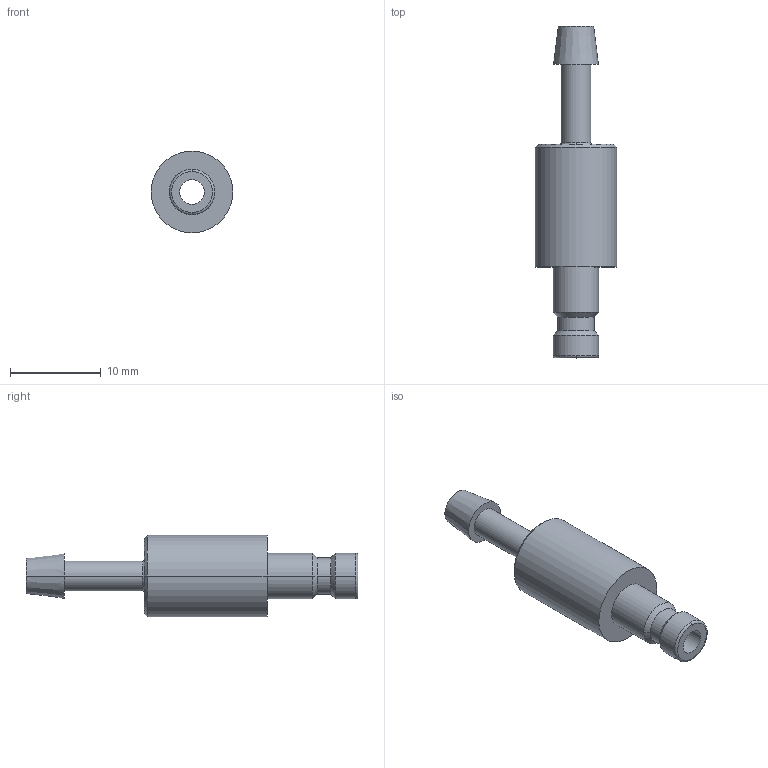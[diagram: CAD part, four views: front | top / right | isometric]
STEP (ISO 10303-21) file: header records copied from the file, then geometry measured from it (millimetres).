
FILE_DESCRIPTION(('STEP AP214'),'1');
FILE_NAME('ESMCE_3_SAB.stp','2020-08-17T11:37:27',('TraceParts'),('TraceParts S.A.'),'Spatial InterOp 3D',' ',' ');
FILE_SCHEMA(('AUTOMOTIVE_DESIGN { 1 0 10303 214 1 1 1 1 }'));
Length unit declared in the file: millimetre
Products named in the file (1): ESMCE_3_SAB
Bounding box: 9 x 36.5 x 9 mm (x, y, z)
Volume: 967.2 mm3; surface area: 1118.2 mm2
Topology: 1 solids, 1 shells, 29 faces, 64 edges, 40 vertices
Faces by surface type: cylinder 12, cone 8, plane 5, torus 4
Entity records: 1070 total; most frequent: DIRECTION 168, CARTESIAN_POINT 134, ORIENTED_EDGE 128, AXIS2_PLACEMENT_3D 74, EDGE_CURVE 64, CIRCLE 44, VERTEX_POINT 40, EDGE_LOOP 34
